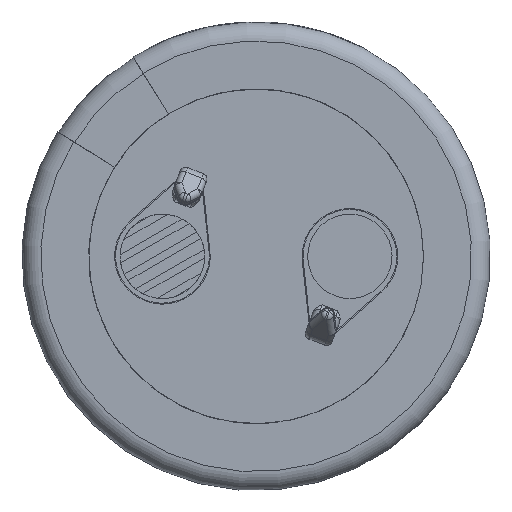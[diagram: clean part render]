
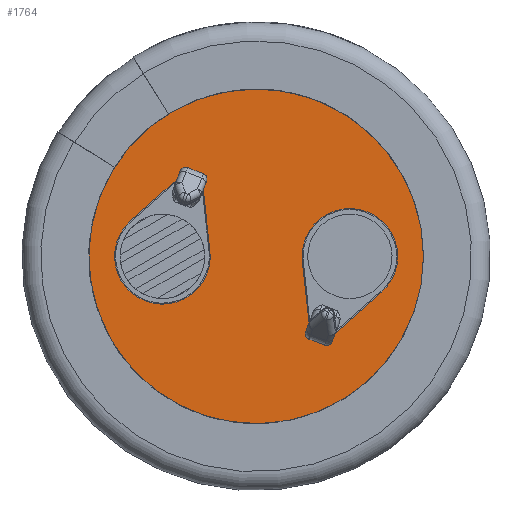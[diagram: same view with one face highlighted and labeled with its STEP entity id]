
A CAD part, front view. The second image highlights one B-rep face of the part: STEP entity #1764.
In plain terms, the highlighted planar face has unit normal (0, -1, 0).
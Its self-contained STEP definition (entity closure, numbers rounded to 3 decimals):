
#1764 = ADVANCED_FACE( '', ( #3662, #3663, #3664 ), #3665, .T. );
#3662 = FACE_OUTER_BOUND( '', #7622, .T. );
#3663 = FACE_BOUND( '', #7623, .T. );
#3664 = FACE_BOUND( '', #7624, .T. );
#3665 = PLANE( '', #7625 );
#7622 = EDGE_LOOP( '', ( #12516 ) );
#7623 = EDGE_LOOP( '', ( #12517, #12518, #12519, #12520 ) );
#7624 = EDGE_LOOP( '', ( #12521, #12522, #12523, #12524 ) );
#7625 = AXIS2_PLACEMENT_3D( '', #12525, #12526, #12527 );
#12516 = ORIENTED_EDGE( '', *, *, #13221, .T. );
#12517 = ORIENTED_EDGE( '', *, *, #14821, .F. );
#12518 = ORIENTED_EDGE( '', *, *, #14738, .F. );
#12519 = ORIENTED_EDGE( '', *, *, #14142, .F. );
#12520 = ORIENTED_EDGE( '', *, *, #14455, .F. );
#12521 = ORIENTED_EDGE( '', *, *, #14558, .T. );
#12522 = ORIENTED_EDGE( '', *, *, #13756, .T. );
#12523 = ORIENTED_EDGE( '', *, *, #13542, .T. );
#12524 = ORIENTED_EDGE( '', *, *, #12988, .T. );
#12525 = CARTESIAN_POINT( '', ( 0., 0., 0. ) );
#12526 = DIRECTION( '', ( 0., -1., 0. ) );
#12527 = DIRECTION( '', ( 1., 0., 0. ) );
#12988 = EDGE_CURVE( '', #15183, #15184, #15185, .T. );
#13221 = EDGE_CURVE( '', #15587, #15587, #15588, .T. );
#13542 = EDGE_CURVE( '', #16111, #15183, #16112, .T. );
#13756 = EDGE_CURVE( '', #16459, #16111, #16460, .T. );
#14142 = EDGE_CURVE( '', #17039, #17040, #17041, .T. );
#14455 = EDGE_CURVE( '', #17461, #17039, #17462, .T. );
#14558 = EDGE_CURVE( '', #15184, #16459, #17582, .T. );
#14738 = EDGE_CURVE( '', #17040, #17781, #17782, .T. );
#14821 = EDGE_CURVE( '', #17781, #17461, #17874, .T. );
#15183 = VERTEX_POINT( '', #18465 );
#15184 = VERTEX_POINT( '', #18466 );
#15185 = CIRCLE( '', #18467, 2.55 );
#15587 = VERTEX_POINT( '', #19394 );
#15588 = CIRCLE( '', #19395, 10.357 );
#16111 = VERTEX_POINT( '', #20498 );
#16112 = LINE( '', #20499, #20500 );
#16459 = VERTEX_POINT( '', #21287 );
#16460 = LINE( '', #21288, #21289 );
#17039 = VERTEX_POINT( '', #22900 );
#17040 = VERTEX_POINT( '', #22901 );
#17041 = LINE( '', #22902, #22903 );
#17461 = VERTEX_POINT( '', #23737 );
#17462 = CIRCLE( '', #23738, 2.55 );
#17582 = LINE( '', #23958, #23959 );
#17781 = VERTEX_POINT( '', #24405 );
#17782 = LINE( '', #24406, #24407 );
#17874 = LINE( '', #24577, #24578 );
#18465 = CARTESIAN_POINT( '', ( 2.465, 0., -0.274 ) );
#18466 = CARTESIAN_POINT( '', ( 6.694, 0., -1.906 ) );
#18467 = AXIS2_PLACEMENT_3D( '', #24811, #24812, #24813 );
#19394 = CARTESIAN_POINT( '', ( 10.357, 0., 0. ) );
#19395 = AXIS2_PLACEMENT_3D( '', #24899, #24900, #24901 );
#20498 = CARTESIAN_POINT( '', ( 2.814, 0., -3.497 ) );
#20499 = CARTESIAN_POINT( '', ( 2.814, 0., -3.497 ) );
#20500 = VECTOR( '', #25034, 1000. );
#21287 = CARTESIAN_POINT( '', ( 4.27, 0., -4.059 ) );
#21288 = CARTESIAN_POINT( '', ( 4.27, 0., -4.059 ) );
#21289 = VECTOR( '', #25124, 1000. );
#22900 = CARTESIAN_POINT( '', ( -2.465, 0., 0.274 ) );
#22901 = CARTESIAN_POINT( '', ( -2.814, 0., 3.497 ) );
#22902 = CARTESIAN_POINT( '', ( -2.465, 0., 0.274 ) );
#22903 = VECTOR( '', #25221, 1000. );
#23737 = CARTESIAN_POINT( '', ( -6.694, 0., 1.906 ) );
#23738 = AXIS2_PLACEMENT_3D( '', #25438, #25439, #25440 );
#23958 = CARTESIAN_POINT( '', ( 6.694, 0., -1.906 ) );
#23959 = VECTOR( '', #25483, 1000. );
#24405 = CARTESIAN_POINT( '', ( -4.27, 0., 4.059 ) );
#24406 = CARTESIAN_POINT( '', ( -2.814, 0., 3.497 ) );
#24407 = VECTOR( '', #25519, 1000. );
#24577 = CARTESIAN_POINT( '', ( -4.27, 0., 4.059 ) );
#24578 = VECTOR( '', #25535, 1000. );
#24811 = CARTESIAN_POINT( '', ( 5., 0., 0. ) );
#24812 = DIRECTION( '', ( 0., 1., 0. ) );
#24813 = DIRECTION( '', ( 0., 0., -1. ) );
#24899 = CARTESIAN_POINT( '', ( 0., 0., 0. ) );
#24900 = DIRECTION( '', ( 0., -1., 0. ) );
#24901 = DIRECTION( '', ( 1., 0., 0. ) );
#25034 = DIRECTION( '', ( -0.108, 0., 0.994 ) );
#25124 = DIRECTION( '', ( -0.933, 0., 0.36 ) );
#25221 = DIRECTION( '', ( -0.108, 0., 0.994 ) );
#25438 = CARTESIAN_POINT( '', ( -5., 0., 0. ) );
#25439 = DIRECTION( '', ( 0., -1., 0. ) );
#25440 = DIRECTION( '', ( 0., 0., 1. ) );
#25483 = DIRECTION( '', ( -0.748, 0., -0.664 ) );
#25519 = DIRECTION( '', ( -0.933, 0., 0.36 ) );
#25535 = DIRECTION( '', ( -0.748, 0., -0.664 ) );
